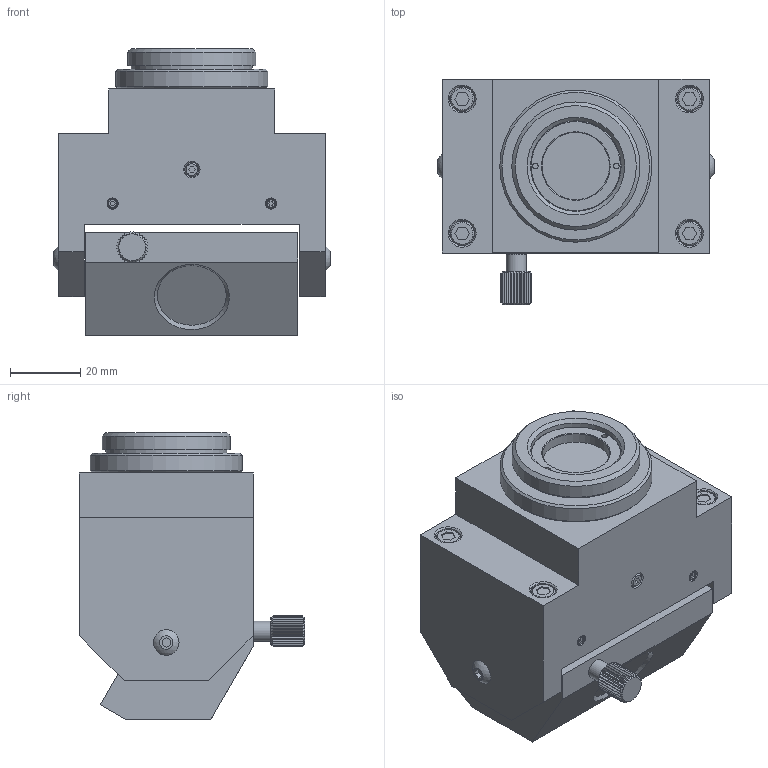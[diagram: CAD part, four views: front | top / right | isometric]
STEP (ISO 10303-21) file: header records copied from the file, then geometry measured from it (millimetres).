
FILE_DESCRIPTION((''),'2;1');
FILE_NAME('is-obf.stp','2013-03-20T10:39:19',('JC'),(''),'Autodesk Inventor 11','Autodesk Inventor 11','');
FILE_SCHEMA(('AUTOMOTIVE_DESIGN { 1 0 10303 214 1 1 1 1 }'));
Length unit declared in the file: inch
Products named in the file (1): is-obf1
Bounding box: 78.51 x 63.88 x 81.43 mm (x, y, z)
Volume: 206391.8 mm3; surface area: 32322.7 mm2
Topology: 5 solids, 5 shells, 290 faces, 721 edges, 480 vertices
Faces by surface type: plane 211, cylinder 46, cone 31, sphere 2
Full cylindrical faces by diameter (mm): 1.575 x2, 5.715 x1, 6.35 x1, 7.137 x4, 19.114 x1, 25.718 x2, 34.29 x1, 36.373 x1, 43.18 x1
Entity records: 8113 total; most frequent: CARTESIAN_POINT 1675, ORIENTED_EDGE 1324, DIRECTION 1254, EDGE_CURVE 662, VERTEX_POINT 466, AXIS2_PLACEMENT_3D 429, VECTOR 396, LINE 396
